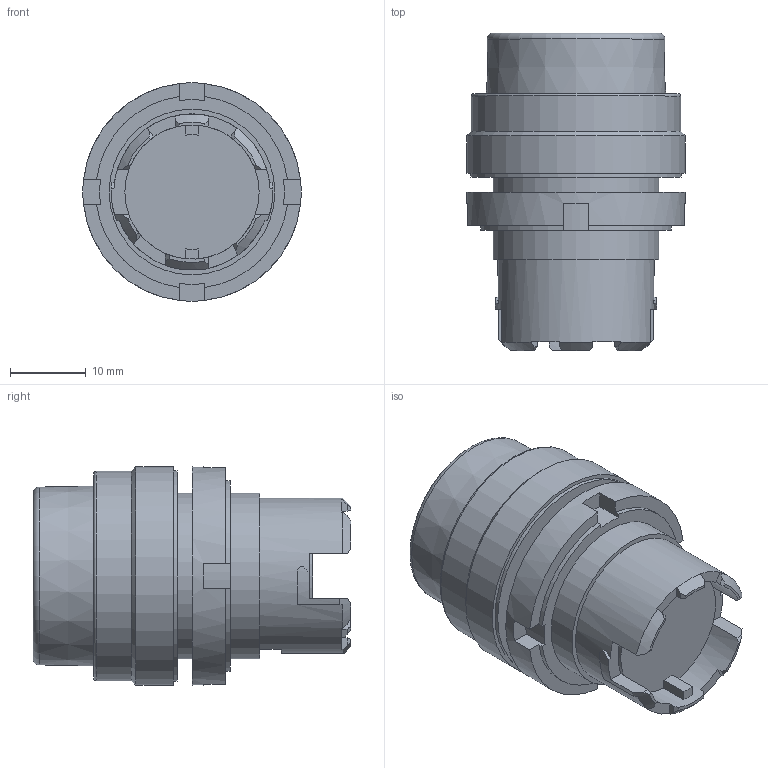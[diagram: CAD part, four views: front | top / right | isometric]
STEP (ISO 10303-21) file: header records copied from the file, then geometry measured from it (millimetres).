
FILE_DESCRIPTION( ( 'Unknown' ), '1' );
FILE_NAME( 'A204B-M2Ex-Solid3D-20180706.stp', 'Unknown', ( 'Unknown' ), ( 'Unknown' ), 'XStep 1.0', 'Unknown', ' ' );
FILE_SCHEMA( ( 'automotive_design' ) );
Length unit declared in the file: millimetre
Products named in the file (1): BA20LM0601-A20L上蓓-2016121
Bounding box: 28.8 x 41.9 x 28.8 mm (x, y, z)
Volume: 18262.3 mm3; surface area: 5231.1 mm2
Topology: 1 solids, 1 shells, 114 faces, 310 edges, 205 vertices
Faces by surface type: plane 80, cylinder 23, cone 8, torus 3
Full cylindrical faces by diameter (mm): 21.85 x2, 27.6 x1, 27.8 x1, 28.8 x2
Entity records: 4491 total; most frequent: CARTESIAN_POINT 686, DIRECTION 615, ORIENTED_EDGE 590, EDGE_CURVE 295, AXIS2_PLACEMENT_3D 230, VERTEX_POINT 201, LINE 155, VECTOR 155
